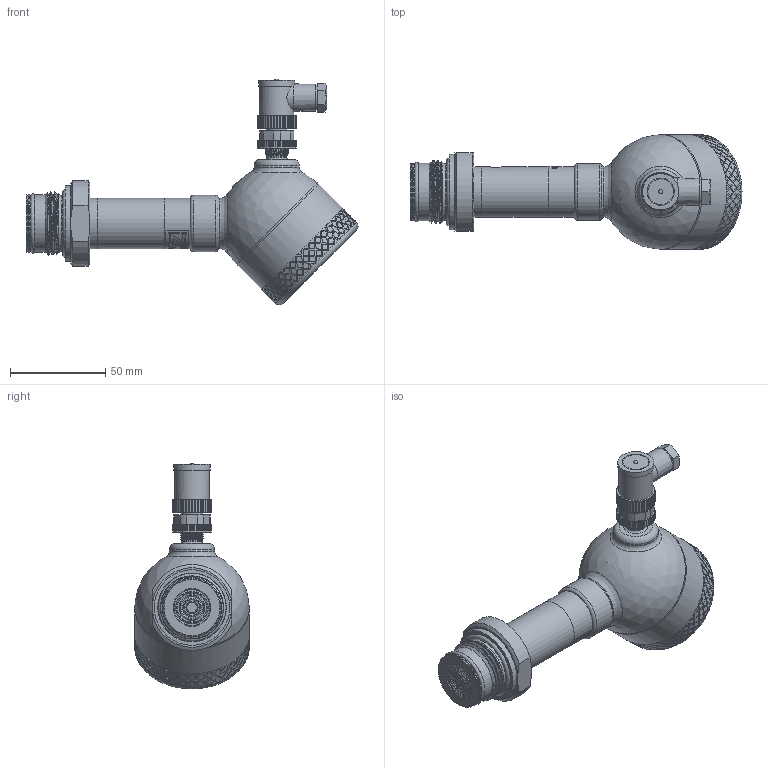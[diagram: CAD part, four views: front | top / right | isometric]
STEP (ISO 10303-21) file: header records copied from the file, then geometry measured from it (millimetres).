
FILE_DESCRIPTION(/* description */ (''),/* implementation_level */ '2;1');
FILE_NAME(/* name */ 'APZ3420mFH_G1DIN-solidflush_2_display.step',/* time_stamp */ '2021-07-07T16:22:05+03:00',/* author */ (''),/* organization */ (''),/* preprocessor_version */ 'ST-DEVELOPER v18.1',/* originating_system */ 'Autodesk Translation Framework v10.9.0.1377',/* authorisation */ '');
FILE_SCHEMA (('AUTOMOTIVE_DESIGN { 1 0 10303 214 3 1 1 }'));
Length unit declared in the file: millimetre
Products named in the file (9): АПЗ420М-полевойкорпус-
заполненный; Заполненный полевой 
корпус v13; Cover for display; Display; Main body; M12x1 adapter; M12x1 female angular v10; shell; G1 flush diaphragm (1)
Assembly tree (8 placements, depth 3):
  АПЗ420М-полевойкорпус-
заполненный
    Заполненный полевой 
корпус v13
      Cover for display
      Display
      Main body
      M12x1 adapter
      M12x1 female angular v10
    shell
    G1 flush diaphragm (1)
Bounding box: 173.88 x 60.1 x 118.16 mm (x, y, z)
Volume: 267993.6 mm3; surface area: 59325 mm2
Topology: 18 solids, 18 shells, 1842 faces, 4629 edges, 3046 vertices
Faces by surface type: bspline 970, cylinder 520, plane 296, torus 34, cone 20, sphere 2
Full cylindrical faces by diameter (mm): 1 x4, 2 x2, 4 x1, 5 x4, 7 x1, 8 x1, 9.3 x1, 9.471 x2, 10.5 x2, 10.741 x7, 11.035 x4, 11.156 x1, 11.884 x6, 12.152 x4, 13 x1, 18 x1, 19 x1, 19.7 x1, 21.6 x1, 21.767 x1, 22.4 x1, 23.6 x1, 24.5 x4, 26.5 x3, 27.1 x1, 29.4 x1, 29.5 x1, 29.6 x1, 30.05 x3, 30.291 x1
Entity records: 75557 total; most frequent: CARTESIAN_POINT 38454, ORIENTED_EDGE 9256, EDGE_CURVE 4628, DIRECTION 4563, VERTEX_POINT 3046, B_SPLINE_CURVE_WITH_KNOTS 2693, EDGE_LOOP 2104, FACE_OUTER_BOUND 1842
